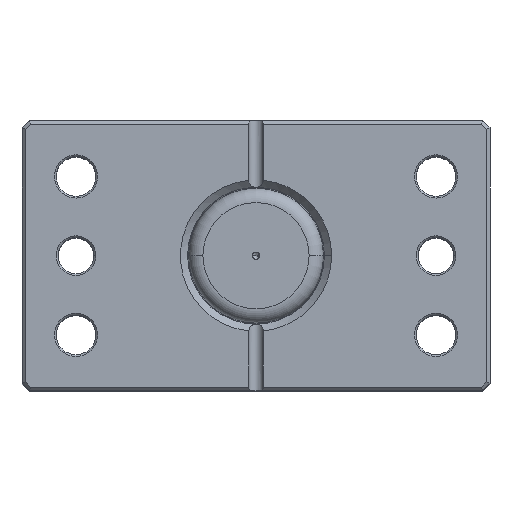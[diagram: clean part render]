
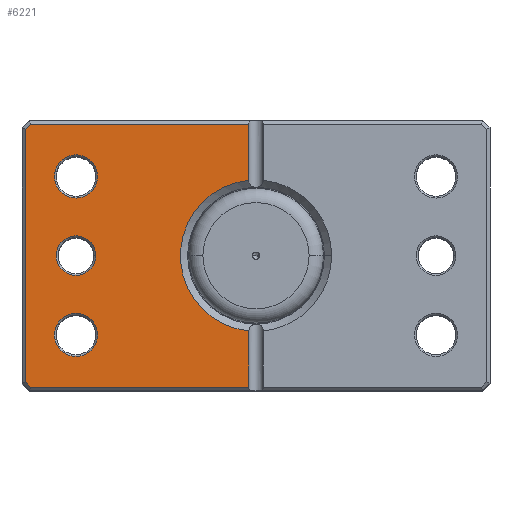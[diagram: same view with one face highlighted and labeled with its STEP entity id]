
A CAD part, top view. The second image highlights one B-rep face of the part: STEP entity #6221.
In plain terms, the highlighted face is planar.
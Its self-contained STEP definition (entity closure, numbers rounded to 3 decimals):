
#274 = AXIS2_PLACEMENT_3D ( 'NONE', #2853, #2863, #2881 ) ;
#295 = EDGE_CURVE ( 'NONE', #2065, #6490, #973, .T. ) ;
#307 = ORIENTED_EDGE ( 'NONE', *, *, #2479, .T. ) ;
#353 = ORIENTED_EDGE ( 'NONE', *, *, #6233, .T. ) ;
#588 = EDGE_LOOP ( 'NONE', ( #1773, #4771 ) ) ;
#646 = VECTOR ( 'NONE', #5067, 1000. ) ;
#662 = ORIENTED_EDGE ( 'NONE', *, *, #6821, .T. ) ;
#767 = LINE ( 'NONE', #4851, #646 ) ;
#790 = CIRCLE ( 'NONE', #2671, 6. ) ;
#828 = FACE_BOUND ( 'NONE', #2847, .T. ) ;
#845 = CARTESIAN_POINT ( 'NONE',  ( 0., 36.5, 0. ) ) ;
#871 = FACE_OUTER_BOUND ( 'NONE', #3695, .T. ) ;
#883 = CARTESIAN_POINT ( 'NONE',  ( 56., 22., 0. ) ) ;
#903 = FACE_BOUND ( 'NONE', #588, .T. ) ;
#946 = ORIENTED_EDGE ( 'NONE', *, *, #295, .T. ) ;
#965 = DIRECTION ( 'NONE',  ( 1., 0., 0. ) ) ;
#973 = LINE ( 'NONE', #6820, #1312 ) ;
#987 = DIRECTION ( 'NONE',  ( 0., 0., 1. ) ) ;
#1001 = CARTESIAN_POINT ( 'NONE',  ( 0., 0., 0. ) ) ;
#1011 = DIRECTION ( 'NONE',  ( 0., 1., 0. ) ) ;
#1021 = CARTESIAN_POINT ( 'NONE',  ( 2., 37.5, 0. ) ) ;
#1162 = VECTOR ( 'NONE', #5447, 1000. ) ;
#1169 = VERTEX_POINT ( 'NONE', #5222 ) ;
#1195 = EDGE_CURVE ( 'NONE', #2415, #6822, #1796, .T. ) ;
#1217 = CARTESIAN_POINT ( 'NONE',  ( 44., -22., 0. ) ) ;
#1310 = LINE ( 'NONE', #5751, #1162 ) ;
#1312 = VECTOR ( 'NONE', #6604, 1000. ) ;
#1424 = EDGE_LOOP ( 'NONE', ( #307, #6712 ) ) ;
#1470 = FACE_BOUND ( 'NONE', #1424, .T. ) ;
#1500 = VECTOR ( 'NONE', #2219, 1000. ) ;
#1508 = LINE ( 'NONE', #1021, #2077 ) ;
#1725 = AXIS2_PLACEMENT_3D ( 'NONE', #6640, #6635, #6617 ) ;
#1773 = ORIENTED_EDGE ( 'NONE', *, *, #6671, .T. ) ;
#1796 = CIRCLE ( 'NONE', #274, 6. ) ;
#1886 = DIRECTION ( 'NONE',  ( 1., 0., 0. ) ) ;
#1896 = DIRECTION ( 'NONE',  ( 0., 0., 1. ) ) ;
#1906 = CARTESIAN_POINT ( 'NONE',  ( 50., 22., 0. ) ) ;
#1970 = CARTESIAN_POINT ( 'NONE',  ( 50., 0., 0. ) ) ;
#2028 = VERTEX_POINT ( 'NONE', #5159 ) ;
#2033 = DIRECTION ( 'NONE',  ( 0., 0., 1. ) ) ;
#2062 = DIRECTION ( 'NONE',  ( 1., 0., 0. ) ) ;
#2065 = VERTEX_POINT ( 'NONE', #2670 ) ;
#2077 = VECTOR ( 'NONE', #1011, 1000. ) ;
#2145 = AXIS2_PLACEMENT_3D ( 'NONE', #1970, #2033, #2062 ) ;
#2152 = LINE ( 'NONE', #845, #4186 ) ;
#2219 = DIRECTION ( 'NONE',  ( 0.707, -0.707, 0. ) ) ;
#2268 = CARTESIAN_POINT ( 'NONE',  ( 49.543, 49.543, 0. ) ) ;
#2271 = CIRCLE ( 'NONE', #3601, 6. ) ;
#2299 = VERTEX_POINT ( 'NONE', #6806 ) ;
#2351 = ORIENTED_EDGE ( 'NONE', *, *, #4039, .T. ) ;
#2415 = VERTEX_POINT ( 'NONE', #3965 ) ;
#2458 = CIRCLE ( 'NONE', #2145, 5.5 ) ;
#2479 = EDGE_CURVE ( 'NONE', #6822, #2415, #790, .T. ) ;
#2484 = CARTESIAN_POINT ( 'NONE',  ( 64., -35.086, 0. ) ) ;
#2538 = VERTEX_POINT ( 'NONE', #3089 ) ;
#2670 = CARTESIAN_POINT ( 'NONE',  ( 62.586, -36.5, 0. ) ) ;
#2671 = AXIS2_PLACEMENT_3D ( 'NONE', #3731, #3846, #3792 ) ;
#2820 = LINE ( 'NONE', #2268, #1500 ) ;
#2847 = EDGE_LOOP ( 'NONE', ( #3099, #5539 ) ) ;
#2853 = CARTESIAN_POINT ( 'NONE',  ( 50., -22., 0. ) ) ;
#2857 = ORIENTED_EDGE ( 'NONE', *, *, #6158, .T. ) ;
#2863 = DIRECTION ( 'NONE',  ( 0., 0., 1. ) ) ;
#2881 = DIRECTION ( 'NONE',  ( 1., 0., 0. ) ) ;
#2946 = LINE ( 'NONE', #5441, #3061 ) ;
#2977 = VERTEX_POINT ( 'NONE', #5913 ) ;
#3061 = VECTOR ( 'NONE', #5983, 1000. ) ;
#3089 = CARTESIAN_POINT ( 'NONE',  ( 44., 22., 0. ) ) ;
#3099 = ORIENTED_EDGE ( 'NONE', *, *, #5923, .T. ) ;
#3108 = CARTESIAN_POINT ( 'NONE',  ( 2., -36.5, 0. ) ) ;
#3438 = ORIENTED_EDGE ( 'NONE', *, *, #6632, .T. ) ;
#3456 = VERTEX_POINT ( 'NONE', #2484 ) ;
#3601 = AXIS2_PLACEMENT_3D ( 'NONE', #1906, #1896, #1886 ) ;
#3695 = EDGE_LOOP ( 'NONE', ( #662, #4042, #2857, #2351, #3438, #353, #6051, #946 ) ) ;
#3731 = CARTESIAN_POINT ( 'NONE',  ( 50., -22., 0. ) ) ;
#3792 = DIRECTION ( 'NONE',  ( 1., 0., 0. ) ) ;
#3826 = CARTESIAN_POINT ( 'NONE',  ( 44.5, 0., 0. ) ) ;
#3846 = DIRECTION ( 'NONE',  ( 0., 0., 1. ) ) ;
#3965 = CARTESIAN_POINT ( 'NONE',  ( 56., -22., 0. ) ) ;
#4039 = EDGE_CURVE ( 'NONE', #2028, #2299, #2152, .T. ) ;
#4042 = ORIENTED_EDGE ( 'NONE', *, *, #5068, .T. ) ;
#4186 = VECTOR ( 'NONE', #5743, 1000. ) ;
#4266 = EDGE_CURVE ( 'NONE', #6846, #2538, #6587, .T. ) ;
#4269 = AXIS2_PLACEMENT_3D ( 'NONE', #1001, #987, #965 ) ;
#4418 = VERTEX_POINT ( 'NONE', #6414 ) ;
#4438 = EDGE_CURVE ( 'NONE', #3456, #2065, #2946, .T. ) ;
#4500 = CARTESIAN_POINT ( 'NONE',  ( 55.5, 0., 0. ) ) ;
#4502 = VERTEX_POINT ( 'NONE', #3826 ) ;
#4619 = VERTEX_POINT ( 'NONE', #4500 ) ;
#4750 = AXIS2_PLACEMENT_3D ( 'NONE', #5384, #5362, #5354 ) ;
#4771 = ORIENTED_EDGE ( 'NONE', *, *, #4266, .T. ) ;
#4844 = EDGE_CURVE ( 'NONE', #4619, #4502, #6505, .T. ) ;
#4851 = CARTESIAN_POINT ( 'NONE',  ( 64., 0., 0. ) ) ;
#4865 = DIRECTION ( 'NONE',  ( 1., 0., 0. ) ) ;
#4893 = DIRECTION ( 'NONE',  ( 0., 0., 1. ) ) ;
#4922 = CARTESIAN_POINT ( 'NONE',  ( 0., 0., 0. ) ) ;
#4981 = PLANE ( 'NONE',  #5597 ) ;
#5067 = DIRECTION ( 'NONE',  ( 0., -1., 0. ) ) ;
#5068 = EDGE_CURVE ( 'NONE', #1169, #4418, #6841, .T. ) ;
#5159 = CARTESIAN_POINT ( 'NONE',  ( 2., 36.5, 0. ) ) ;
#5222 = CARTESIAN_POINT ( 'NONE',  ( 2., -20.905, 0. ) ) ;
#5354 = DIRECTION ( 'NONE',  ( 1., 0., 0. ) ) ;
#5362 = DIRECTION ( 'NONE',  ( 0., 0., 1. ) ) ;
#5384 = CARTESIAN_POINT ( 'NONE',  ( 50., 0., 0. ) ) ;
#5441 = CARTESIAN_POINT ( 'NONE',  ( 49.543, -49.543, 0. ) ) ;
#5447 = DIRECTION ( 'NONE',  ( 0., 1., 0. ) ) ;
#5539 = ORIENTED_EDGE ( 'NONE', *, *, #4844, .T. ) ;
#5597 = AXIS2_PLACEMENT_3D ( 'NONE', #4922, #4893, #4865 ) ;
#5743 = DIRECTION ( 'NONE',  ( 1., 0., 0. ) ) ;
#5751 = CARTESIAN_POINT ( 'NONE',  ( 2., 37.5, 0. ) ) ;
#5913 = CARTESIAN_POINT ( 'NONE',  ( 64., 35.086, 0. ) ) ;
#5923 = EDGE_CURVE ( 'NONE', #4502, #4619, #2458, .T. ) ;
#5983 = DIRECTION ( 'NONE',  ( -0.707, -0.707, 0. ) ) ;
#6051 = ORIENTED_EDGE ( 'NONE', *, *, #4438, .T. ) ;
#6158 = EDGE_CURVE ( 'NONE', #4418, #2028, #1310, .T. ) ;
#6221 = ADVANCED_FACE ( 'NONE', ( #828, #1470, #903, #871 ), #4981, .F. ) ;
#6233 = EDGE_CURVE ( 'NONE', #2977, #3456, #767, .T. ) ;
#6414 = CARTESIAN_POINT ( 'NONE',  ( 2., 20.905, 0. ) ) ;
#6490 = VERTEX_POINT ( 'NONE', #3108 ) ;
#6505 = CIRCLE ( 'NONE', #4750, 5.5 ) ;
#6587 = CIRCLE ( 'NONE', #1725, 6. ) ;
#6604 = DIRECTION ( 'NONE',  ( -1., 0., 0. ) ) ;
#6617 = DIRECTION ( 'NONE',  ( 1., 0., 0. ) ) ;
#6632 = EDGE_CURVE ( 'NONE', #2299, #2977, #2820, .T. ) ;
#6635 = DIRECTION ( 'NONE',  ( 0., 0., 1. ) ) ;
#6640 = CARTESIAN_POINT ( 'NONE',  ( 50., 22., 0. ) ) ;
#6671 = EDGE_CURVE ( 'NONE', #2538, #6846, #2271, .T. ) ;
#6712 = ORIENTED_EDGE ( 'NONE', *, *, #1195, .T. ) ;
#6806 = CARTESIAN_POINT ( 'NONE',  ( 62.586, 36.5, 0. ) ) ;
#6820 = CARTESIAN_POINT ( 'NONE',  ( 0., -36.5, 0. ) ) ;
#6821 = EDGE_CURVE ( 'NONE', #6490, #1169, #1508, .T. ) ;
#6822 = VERTEX_POINT ( 'NONE', #1217 ) ;
#6841 = CIRCLE ( 'NONE', #4269, 21. ) ;
#6846 = VERTEX_POINT ( 'NONE', #883 ) ;
